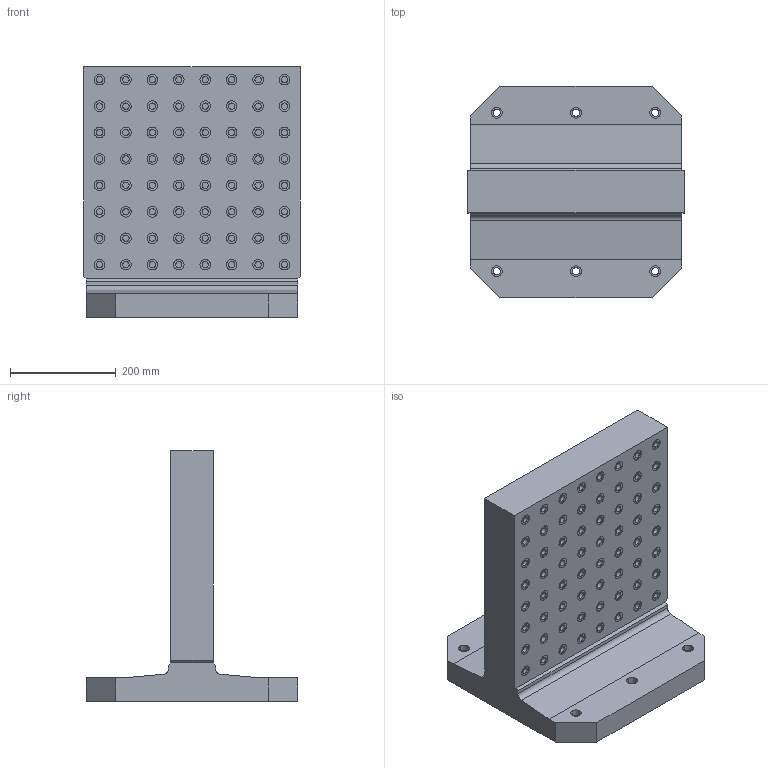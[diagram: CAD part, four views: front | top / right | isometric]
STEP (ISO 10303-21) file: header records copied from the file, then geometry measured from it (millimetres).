
FILE_DESCRIPTION(('STEP AP214'),'1');
FILE_NAME(' ',' ',('TraceParts'),('TraceParts S.A.'),'XStep 1.0',' ',' ');
FILE_SCHEMA(('automotive_design'));
Length unit declared in the file: millimetre
Products named in the file (1): 1
Bounding box: 410 x 400 x 475 mm (x, y, z)
Volume: 20812379 mm3; surface area: 942111.7 mm2
Topology: 1 solids, 1 shells, 833 faces, 1694 edges, 1128 vertices
Faces by surface type: cylinder 544, plane 289
Entity records: 43226 total; most frequent: DIRECTION 4450, STYLED_ITEM 3656, PRESENTATION_STYLE_ASSIGNMENT 3656, CARTESIAN_POINT 3656, COLOUR_RGB 3656, ORIENTED_EDGE 3388, AXIS2_PLACEMENT_3D 1922, EDGE_CURVE 1694
